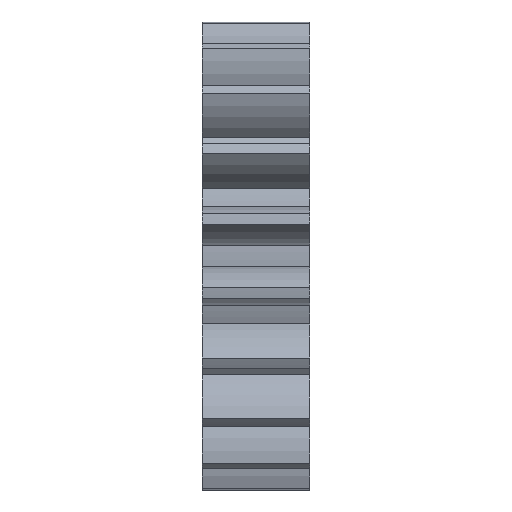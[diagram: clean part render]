
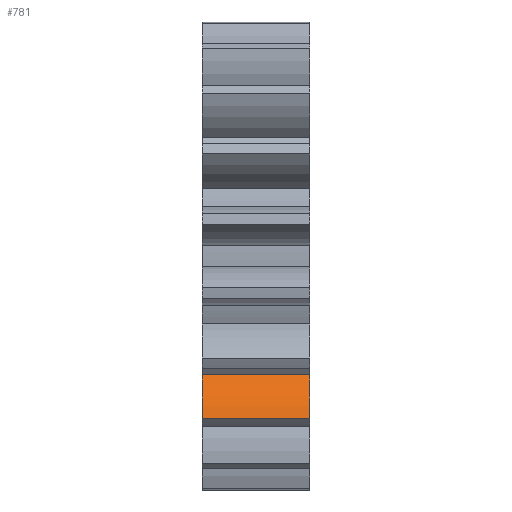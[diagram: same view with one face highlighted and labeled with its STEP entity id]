
A CAD part, front view. The second image highlights one B-rep face of the part: STEP entity #781.
In plain terms, the highlighted cylindrical face has radius 8 mm (diameter 16 mm), a partial arc.
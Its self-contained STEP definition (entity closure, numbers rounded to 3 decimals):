
#6 = AXIS2_PLACEMENT_3D ( 'NONE', #2833, #3044, #2610 ) ;
#42 = VERTEX_POINT ( 'NONE', #1283 ) ;
#248 = DIRECTION ( 'NONE',  ( -1., 0., 0. ) ) ;
#423 = DIRECTION ( 'NONE',  ( -1., 0., 0. ) ) ;
#450 = FACE_OUTER_BOUND ( 'NONE', #1065, .T. ) ;
#465 = CYLINDRICAL_SURFACE ( 'NONE', #718, 8. ) ;
#623 = ORIENTED_EDGE ( 'NONE', *, *, #2404, .T. ) ;
#654 = CARTESIAN_POINT ( 'NONE',  ( 10., -8.128, -16.945 ) ) ;
#658 = DIRECTION ( 'NONE',  ( 0., 0., -1. ) ) ;
#693 = CARTESIAN_POINT ( 'NONE',  ( 10., -13.555, -11.067 ) ) ;
#718 = AXIS2_PLACEMENT_3D ( 'NONE', #654, #248, #1911 ) ;
#725 = VERTEX_POINT ( 'NONE', #1936 ) ;
#781 = ADVANCED_FACE ( 'NONE', ( #450 ), #465, .T. ) ;
#828 = LINE ( 'NONE', #2497, #1346 ) ;
#878 = ORIENTED_EDGE ( 'NONE', *, *, #1782, .T. ) ;
#967 = EDGE_CURVE ( 'NONE', #42, #2502, #1379, .T. ) ;
#1065 = EDGE_LOOP ( 'NONE', ( #623, #2237, #878, #3125 ) ) ;
#1283 = CARTESIAN_POINT ( 'NONE',  ( 10., -15.93, -15.174 ) ) ;
#1293 = CIRCLE ( 'NONE', #1341, 8. ) ;
#1341 = AXIS2_PLACEMENT_3D ( 'NONE', #1815, #1576, #658 ) ;
#1346 = VECTOR ( 'NONE', #2736, 1000. ) ;
#1379 = CIRCLE ( 'NONE', #6, 8. ) ;
#1576 = DIRECTION ( 'NONE',  ( 1., 0., 0. ) ) ;
#1621 = VERTEX_POINT ( 'NONE', #1768 ) ;
#1768 = CARTESIAN_POINT ( 'NONE',  ( 0., -15.93, -15.174 ) ) ;
#1769 = CARTESIAN_POINT ( 'NONE',  ( 10., -13.555, -11.067 ) ) ;
#1782 = EDGE_CURVE ( 'NONE', #2502, #725, #2131, .T. ) ;
#1815 = CARTESIAN_POINT ( 'NONE',  ( 0., -8.128, -16.945 ) ) ;
#1911 = DIRECTION ( 'NONE',  ( 0., 0., 1. ) ) ;
#1936 = CARTESIAN_POINT ( 'NONE',  ( 0., -13.555, -11.067 ) ) ;
#2131 = LINE ( 'NONE', #693, #2807 ) ;
#2237 = ORIENTED_EDGE ( 'NONE', *, *, #967, .T. ) ;
#2404 = EDGE_CURVE ( 'NONE', #1621, #42, #828, .T. ) ;
#2497 = CARTESIAN_POINT ( 'NONE',  ( 5., -15.93, -15.174 ) ) ;
#2502 = VERTEX_POINT ( 'NONE', #1769 ) ;
#2583 = EDGE_CURVE ( 'NONE', #725, #1621, #1293, .T. ) ;
#2610 = DIRECTION ( 'NONE',  ( 0., -0.588, 0.809 ) ) ;
#2736 = DIRECTION ( 'NONE',  ( 1., 0., 0. ) ) ;
#2807 = VECTOR ( 'NONE', #423, 1000. ) ;
#2833 = CARTESIAN_POINT ( 'NONE',  ( 10., -8.128, -16.945 ) ) ;
#3044 = DIRECTION ( 'NONE',  ( -1., 0., 0. ) ) ;
#3125 = ORIENTED_EDGE ( 'NONE', *, *, #2583, .T. ) ;
